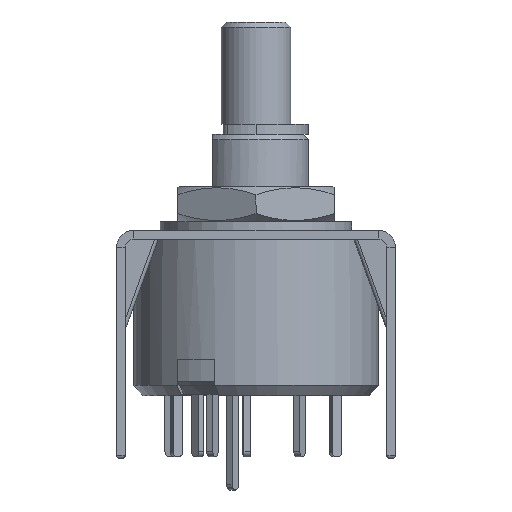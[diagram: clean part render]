
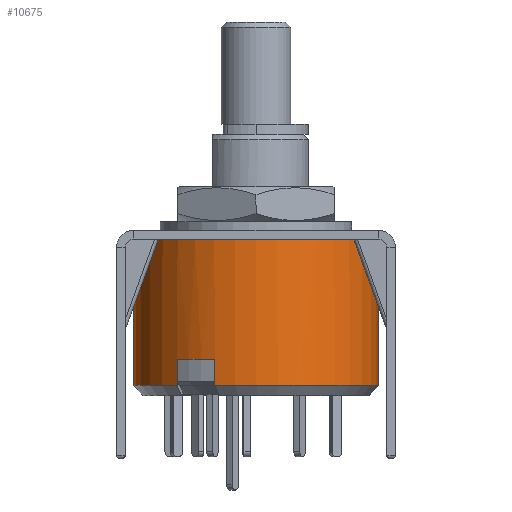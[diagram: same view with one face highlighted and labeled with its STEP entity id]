
A CAD part, front view. The second image highlights one B-rep face of the part: STEP entity #10675.
In plain terms, the highlighted cylindrical face has radius 7 mm (diameter 14 mm), a partial arc.
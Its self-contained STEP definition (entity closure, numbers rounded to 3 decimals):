
#92 = ORIENTED_EDGE ( 'NONE', *, *, #8238, .T. ) ;
#349 = EDGE_LOOP ( 'NONE', ( #2064, #10414, #7540, #7412, #2796, #4559, #92, #9464 ) ) ;
#788 = CIRCLE ( 'NONE', #1710, 7. ) ;
#979 = DIRECTION ( 'NONE',  ( 0., 0., -1. ) ) ;
#993 = CARTESIAN_POINT ( 'NONE',  ( 0., 0., 9. ) ) ;
#1064 = VERTEX_POINT ( 'NONE', #8434 ) ;
#1081 = VECTOR ( 'NONE', #6314, 1000. ) ;
#1500 = DIRECTION ( 'NONE',  ( 0., 0., -1. ) ) ;
#1565 = AXIS2_PLACEMENT_3D ( 'NONE', #4607, #9457, #6909 ) ;
#1616 = CIRCLE ( 'NONE', #6003, 7. ) ;
#1710 = AXIS2_PLACEMENT_3D ( 'NONE', #8287, #979, #8189 ) ;
#1768 = DIRECTION ( 'NONE',  ( -1., 0., 0. ) ) ;
#1880 = DIRECTION ( 'NONE',  ( 1., 0., 0. ) ) ;
#2064 = ORIENTED_EDGE ( 'NONE', *, *, #14938, .F. ) ;
#2172 = CARTESIAN_POINT ( 'NONE',  ( -2.361, -6.59, -7.4 ) ) ;
#2442 = CARTESIAN_POINT ( 'NONE',  ( -7., 0., -7.4 ) ) ;
#2542 = CARTESIAN_POINT ( 'NONE',  ( 7., 0., 9. ) ) ;
#2583 = LINE ( 'NONE', #2542, #9591 ) ;
#2796 = ORIENTED_EDGE ( 'NONE', *, *, #3770, .T. ) ;
#3286 = CYLINDRICAL_SURFACE ( 'NONE', #6047, 7. ) ;
#3331 = CARTESIAN_POINT ( 'NONE',  ( 0., 0., 0.95 ) ) ;
#3739 = DIRECTION ( 'NONE',  ( 0., 0., -1. ) ) ;
#3770 = EDGE_CURVE ( 'NONE', #1064, #5019, #10701, .T. ) ;
#3927 = CARTESIAN_POINT ( 'NONE',  ( -4.526, -5.34, -5.9 ) ) ;
#4066 = LINE ( 'NONE', #7153, #11979 ) ;
#4559 = ORIENTED_EDGE ( 'NONE', *, *, #4753, .T. ) ;
#4607 = CARTESIAN_POINT ( 'NONE',  ( 0., 0., -5.9 ) ) ;
#4708 = VERTEX_POINT ( 'NONE', #2442 ) ;
#4753 = EDGE_CURVE ( 'NONE', #5019, #9206, #11995, .T. ) ;
#5019 = VERTEX_POINT ( 'NONE', #3927 ) ;
#5203 = LINE ( 'NONE', #13356, #6127 ) ;
#5474 = EDGE_CURVE ( 'NONE', #12813, #4708, #4066, .T. ) ;
#5888 = DIRECTION ( 'NONE',  ( -1., 0., 0. ) ) ;
#5913 = EDGE_CURVE ( 'NONE', #11111, #12813, #7795, .T. ) ;
#6003 = AXIS2_PLACEMENT_3D ( 'NONE', #7998, #6677, #1880 ) ;
#6047 = AXIS2_PLACEMENT_3D ( 'NONE', #993, #15598, #5888 ) ;
#6127 = VECTOR ( 'NONE', #3739, 1000. ) ;
#6314 = DIRECTION ( 'NONE',  ( 0., 0., 1. ) ) ;
#6456 = FACE_OUTER_BOUND ( 'NONE', #349, .T. ) ;
#6677 = DIRECTION ( 'NONE',  ( 0., 0., -1. ) ) ;
#6909 = DIRECTION ( 'NONE',  ( -1., 0., 0. ) ) ;
#7153 = CARTESIAN_POINT ( 'NONE',  ( -7., 0., 9. ) ) ;
#7412 = ORIENTED_EDGE ( 'NONE', *, *, #12278, .F. ) ;
#7540 = ORIENTED_EDGE ( 'NONE', *, *, #5474, .T. ) ;
#7795 = CIRCLE ( 'NONE', #8519, 7. ) ;
#7872 = VERTEX_POINT ( 'NONE', #2172 ) ;
#7998 = CARTESIAN_POINT ( 'NONE',  ( 0., 0., -7.4 ) ) ;
#8189 = DIRECTION ( 'NONE',  ( 1., 0., 0. ) ) ;
#8238 = EDGE_CURVE ( 'NONE', #9206, #7872, #5203, .T. ) ;
#8287 = CARTESIAN_POINT ( 'NONE',  ( 0., 0., -7.4 ) ) ;
#8434 = CARTESIAN_POINT ( 'NONE',  ( -4.526, -5.34, -7.4 ) ) ;
#8519 = AXIS2_PLACEMENT_3D ( 'NONE', #3331, #13634, #1768 ) ;
#9206 = VERTEX_POINT ( 'NONE', #14266 ) ;
#9254 = CARTESIAN_POINT ( 'NONE',  ( 7., 0., 0.95 ) ) ;
#9457 = DIRECTION ( 'NONE',  ( 0., 0., 1. ) ) ;
#9464 = ORIENTED_EDGE ( 'NONE', *, *, #15724, .F. ) ;
#9591 = VECTOR ( 'NONE', #1500, 1000. ) ;
#10414 = ORIENTED_EDGE ( 'NONE', *, *, #5913, .T. ) ;
#10675 = ADVANCED_FACE ( 'NONE', ( #6456 ), #3286, .T. ) ;
#10701 = LINE ( 'NONE', #14897, #1081 ) ;
#10814 = DIRECTION ( 'NONE',  ( 0., 0., -1. ) ) ;
#10831 = VERTEX_POINT ( 'NONE', #12380 ) ;
#11111 = VERTEX_POINT ( 'NONE', #9254 ) ;
#11979 = VECTOR ( 'NONE', #10814, 1000. ) ;
#11995 = CIRCLE ( 'NONE', #1565, 7. ) ;
#12278 = EDGE_CURVE ( 'NONE', #1064, #4708, #788, .T. ) ;
#12380 = CARTESIAN_POINT ( 'NONE',  ( 7., 0., -7.4 ) ) ;
#12813 = VERTEX_POINT ( 'NONE', #13921 ) ;
#13356 = CARTESIAN_POINT ( 'NONE',  ( -2.361, -6.59, 9. ) ) ;
#13634 = DIRECTION ( 'NONE',  ( 0., 0., -1. ) ) ;
#13921 = CARTESIAN_POINT ( 'NONE',  ( -7., 0., 0.95 ) ) ;
#14266 = CARTESIAN_POINT ( 'NONE',  ( -2.361, -6.59, -5.9 ) ) ;
#14897 = CARTESIAN_POINT ( 'NONE',  ( -4.526, -5.34, 9. ) ) ;
#14938 = EDGE_CURVE ( 'NONE', #11111, #10831, #2583, .T. ) ;
#15598 = DIRECTION ( 'NONE',  ( 0., 0., -1. ) ) ;
#15724 = EDGE_CURVE ( 'NONE', #10831, #7872, #1616, .T. ) ;
